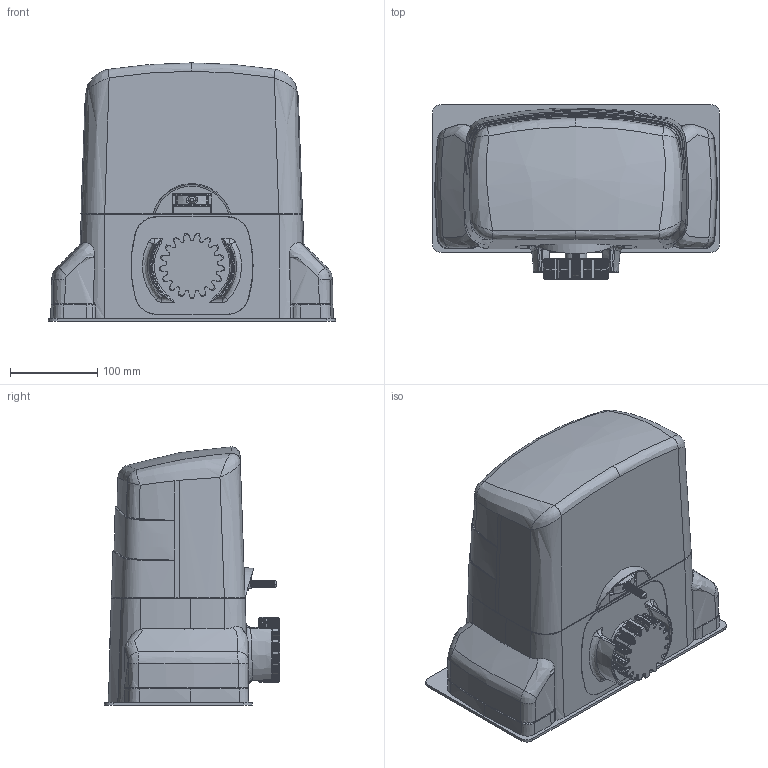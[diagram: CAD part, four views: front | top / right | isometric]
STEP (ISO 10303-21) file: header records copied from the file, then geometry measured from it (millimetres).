
FILE_DESCRIPTION (( 'STEP AP214' ), '1' );
FILE_NAME ('R30.STEP', '2017-02-21T14:29:52', ( 'admin' ), ( 'Microsoft' ), 'SwSTEP 2.0', 'SolidWorks 2016', '' );
FILE_SCHEMA (( 'AUTOMOTIVE_DESIGN' ));
Length unit declared in the file: millimetre
Products named in the file (1): R30
Bounding box: 330 x 201.22 x 296.72 mm (x, y, z)
Volume: 11054364.3 mm3; surface area: 622014.6 mm2
Topology: 14 solids, 16 shells, 1484 faces, 4119 edges, 2722 vertices
Faces by surface type: cylinder 460, plane 439, bspline 406, cone 170, torus 6, sphere 3
Entity records: 107763 total; most frequent: CARTESIAN_POINT 60002, ORIENTED_EDGE 8208, DIRECTION 5331, EDGE_CURVE 4104, VERTEX_POINT 2722, AXIS2_PLACEMENT_3D 1982, B_SPLINE_CURVE_WITH_KNOTS 1699, EDGE_LOOP 1556
